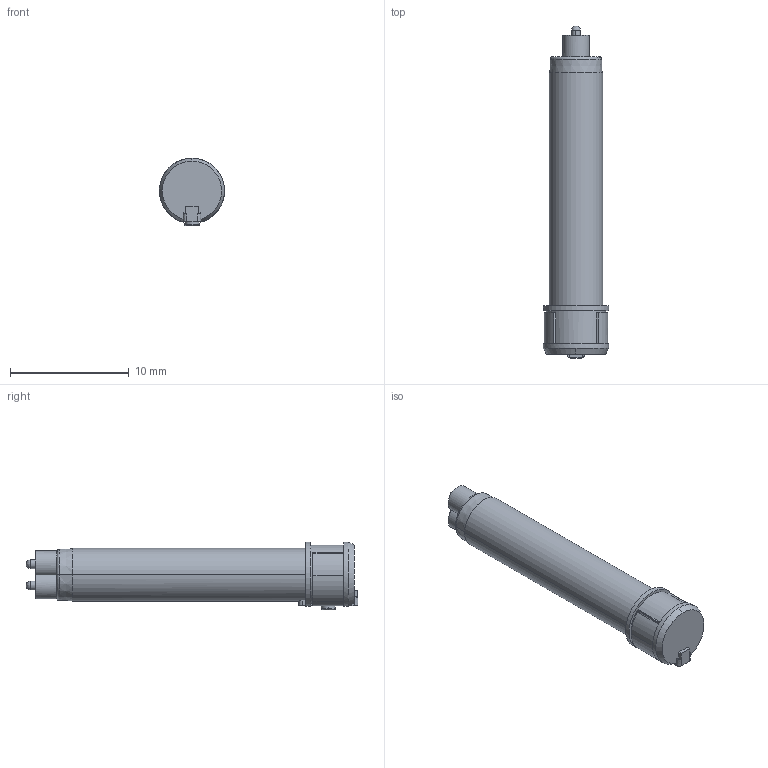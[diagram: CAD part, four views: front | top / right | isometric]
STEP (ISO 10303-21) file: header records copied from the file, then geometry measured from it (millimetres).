
FILE_DESCRIPTION (( 'STEP AP214' ), '1' );
FILE_NAME ('INGUN_114373.STEP', '2023-11-16T12:27:34', ( '' ), ( '' ), 'SwSTEP 2.0', 'SolidWorks 2021', '' );
FILE_SCHEMA (( 'AUTOMOTIVE_DESIGN' ));
Length unit declared in the file: millimetre
Products named in the file (1): INGUN_114373
Bounding box: 5.5 x 28 x 5.7 mm (x, y, z)
Volume: 433.3 mm3; surface area: 478.2 mm2
Topology: 1 solids, 2 shells, 91 faces, 237 edges, 152 vertices
Faces by surface type: plane 43, bspline 22, cylinder 18, cone 4, torus 4
Entity records: 4531 total; most frequent: CARTESIAN_POINT 1840, ORIENTED_EDGE 466, DIRECTION 373, EDGE_CURVE 233, VERTEX_POINT 152, AXIS2_PLACEMENT_3D 133, LINE 107, VECTOR 107
